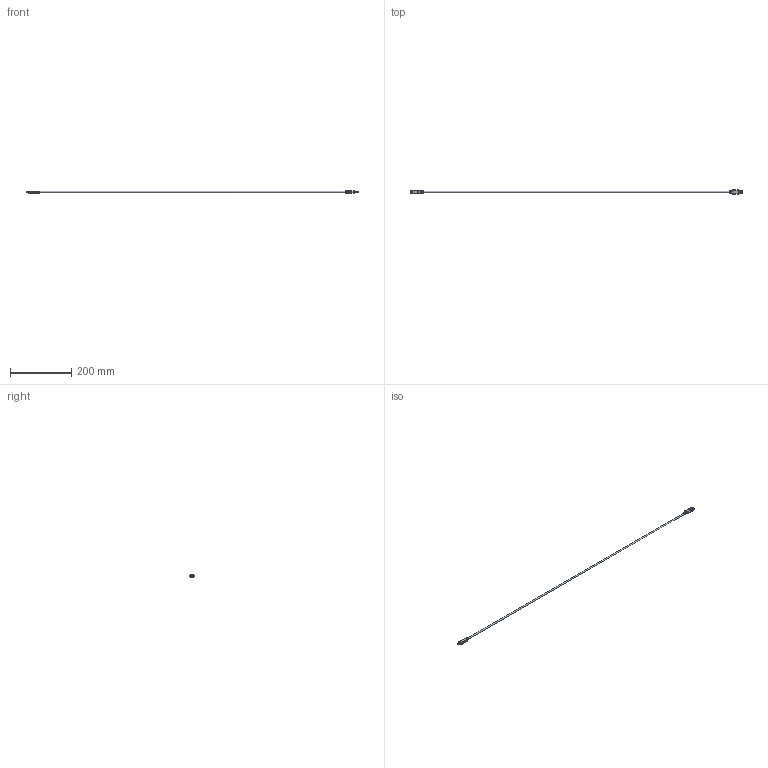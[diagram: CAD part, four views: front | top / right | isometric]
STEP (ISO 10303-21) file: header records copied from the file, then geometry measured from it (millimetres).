
FILE_DESCRIPTION(/* description */ ('Unknown'),/* implementation_level */ '2;1');
FILE_NAME(/* name */ '632910731131',/* time_stamp */ '2023-03-23T09:26:25+01:00',/* author */ ('Unknown'),/* organization */ ('Unknown'),/* preprocessor_version */ 'ST-DEVELOPER v16.7',/* originating_system */ 'Solid Edge',/* authorisation */ 'Unknown');
FILE_SCHEMA (('AUTOMOTIVE_DESIGN {1 0 10303 214 3 1 1}'));
Products named in the file (1): 632910731131
Bounding box: 1081.4 x 15 x 7.54 mm (x, y, z)
Volume: 24018.7 mm3; surface area: 20966 mm2
Topology: 1 solids, 1 shells, 2646 faces, 7638 edges, 4929 vertices
Faces by surface type: plane 1879, cylinder 693, torus 51, bspline 12, cone 7, sphere 4
Full cylindrical faces by diameter (mm): 0.85 x4, 5 x1, 7.5 x1
Entity records: 105200 total; most frequent: CARTESIAN_POINT 16003, ORIENTED_EDGE 15222, DIRECTION 14314, EDGE_CURVE 7611, LINE 5814, VECTOR 5814, VERTEX_POINT 4919, AXIS2_PLACEMENT_3D 4250
